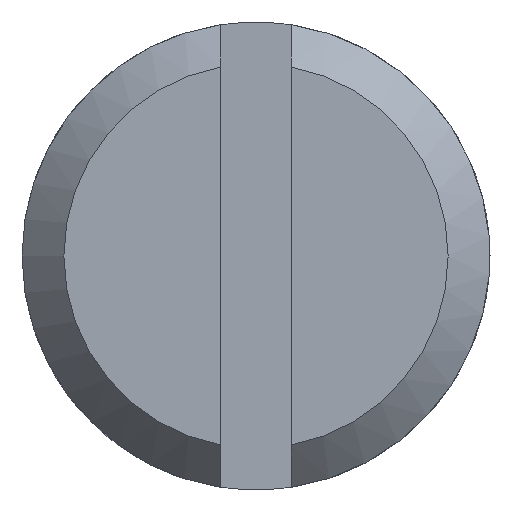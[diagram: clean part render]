
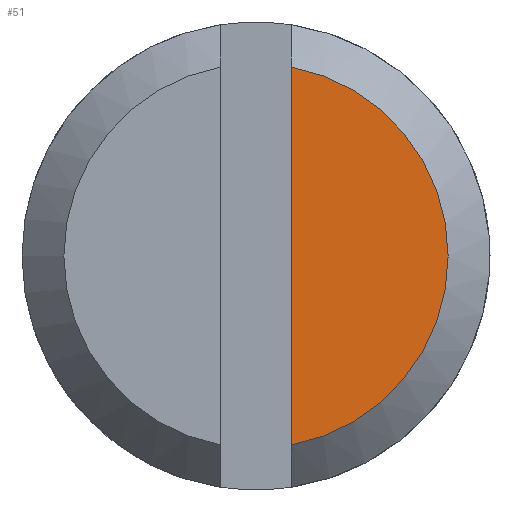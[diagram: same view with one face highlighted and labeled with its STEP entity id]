
A CAD part, left-side view. The second image highlights one B-rep face of the part: STEP entity #51.
In plain terms, the highlighted planar face has unit normal (-1, 0, 0).
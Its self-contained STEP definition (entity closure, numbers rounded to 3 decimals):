
#51 = ADVANCED_FACE( '', ( #106 ), #107, .F. );
#106 = FACE_OUTER_BOUND( '', #158, .T. );
#107 = PLANE( '', #159 );
#158 = EDGE_LOOP( '', ( #231, #232 ) );
#159 = AXIS2_PLACEMENT_3D( '', #233, #234, #235 );
#231 = ORIENTED_EDGE( '', *, *, #303, .F. );
#232 = ORIENTED_EDGE( '', *, *, #298, .F. );
#233 = CARTESIAN_POINT( '', ( 0., 0., 0. ) );
#234 = DIRECTION( '', ( 1., 0., 0. ) );
#235 = DIRECTION( '', ( 0., 1., 0. ) );
#298 = EDGE_CURVE( '', #350, #351, #352, .T. );
#303 = EDGE_CURVE( '', #351, #350, #357, .T. );
#350 = VERTEX_POINT( '', #408 );
#351 = VERTEX_POINT( '', #409 );
#352 = LINE( '', #410, #411 );
#357 = CIRCLE( '', #423, 4.927 );
#408 = CARTESIAN_POINT( '', ( 0., -0.9, -4.844 ) );
#409 = CARTESIAN_POINT( '', ( 0., -0.9, 4.844 ) );
#410 = CARTESIAN_POINT( '', ( 0., -0.9, -10.5 ) );
#411 = VECTOR( '', #474, 1000. );
#423 = AXIS2_PLACEMENT_3D( '', #476, #477, #478 );
#474 = DIRECTION( '', ( 0., 0., 1. ) );
#476 = CARTESIAN_POINT( '', ( 0., 0., 0. ) );
#477 = DIRECTION( '', ( 1., 0., 0. ) );
#478 = DIRECTION( '', ( 0., 1., 0. ) );
